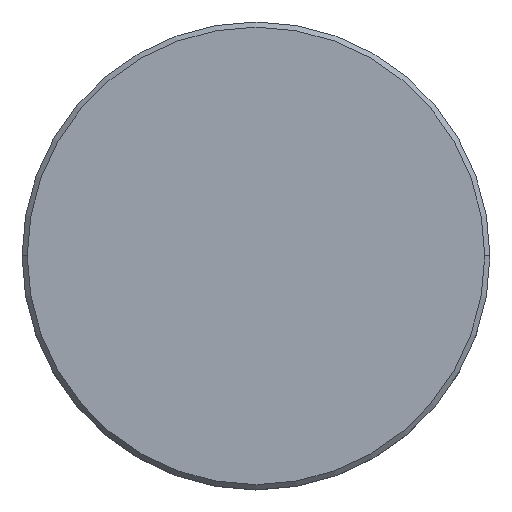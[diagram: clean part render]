
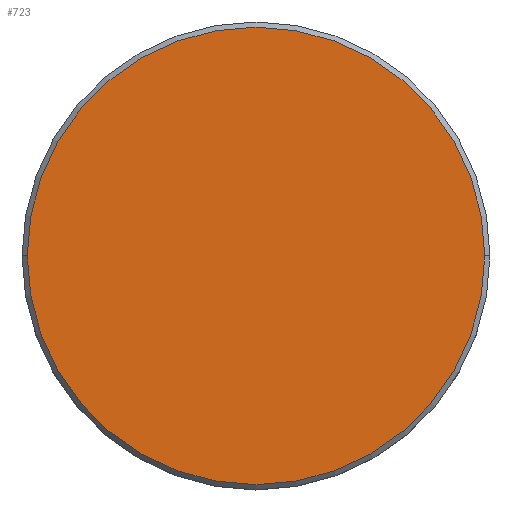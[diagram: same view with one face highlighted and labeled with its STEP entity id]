
A CAD part, top view. The second image highlights one B-rep face of the part: STEP entity #723.
In plain terms, the highlighted planar face has unit normal (0, 0, 1).
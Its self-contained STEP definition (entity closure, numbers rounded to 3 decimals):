
#5 = DIRECTION ( 'NONE',  ( 1., 0., 0. ) ) ;
#9 = CARTESIAN_POINT ( 'NONE',  ( 0., 0., 0. ) ) ;
#88 = AXIS2_PLACEMENT_3D ( 'NONE', #9, #657, #573 ) ;
#109 = ORIENTED_EDGE ( 'NONE', *, *, #299, .T. ) ;
#120 = DIRECTION ( 'NONE',  ( 1., 0., 0. ) ) ;
#266 = ORIENTED_EDGE ( 'NONE', *, *, #773, .T. ) ;
#299 = EDGE_CURVE ( 'NONE', #337, #1017, #736, .T. ) ;
#337 = VERTEX_POINT ( 'NONE', #930 ) ;
#373 = CIRCLE ( 'NONE', #88, 22. ) ;
#450 = DIRECTION ( 'NONE',  ( 0., 0., 1. ) ) ;
#455 = AXIS2_PLACEMENT_3D ( 'NONE', #528, #450, #120 ) ;
#486 = CARTESIAN_POINT ( 'NONE',  ( 0., 0., 0. ) ) ;
#528 = CARTESIAN_POINT ( 'NONE',  ( 0., 0., 0. ) ) ;
#573 = DIRECTION ( 'NONE',  ( 1., 0., 0. ) ) ;
#590 = CARTESIAN_POINT ( 'NONE',  ( -22., 0., 0. ) ) ;
#657 = DIRECTION ( 'NONE',  ( 0., 0., 1. ) ) ;
#723 = ADVANCED_FACE ( 'NONE', ( #828 ), #742, .T. ) ;
#736 = CIRCLE ( 'NONE', #455, 22. ) ;
#742 = PLANE ( 'NONE',  #911 ) ;
#773 = EDGE_CURVE ( 'NONE', #1017, #337, #373, .T. ) ;
#828 = FACE_OUTER_BOUND ( 'NONE', #893, .T. ) ;
#893 = EDGE_LOOP ( 'NONE', ( #266, #109 ) ) ;
#911 = AXIS2_PLACEMENT_3D ( 'NONE', #486, #986, #5 ) ;
#930 = CARTESIAN_POINT ( 'NONE',  ( 22., 0., 0. ) ) ;
#986 = DIRECTION ( 'NONE',  ( 0., 0., 1. ) ) ;
#1017 = VERTEX_POINT ( 'NONE', #590 ) ;
